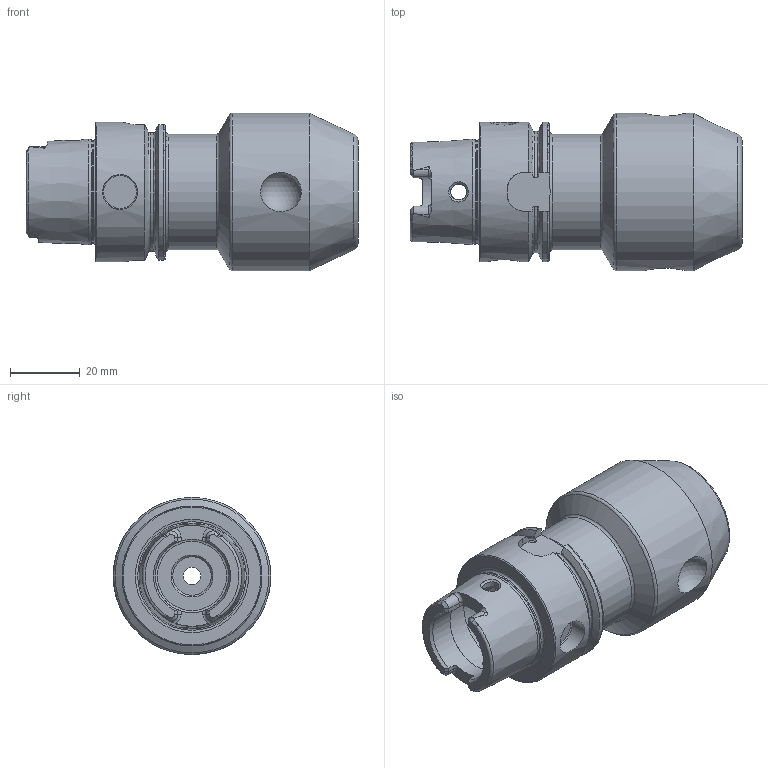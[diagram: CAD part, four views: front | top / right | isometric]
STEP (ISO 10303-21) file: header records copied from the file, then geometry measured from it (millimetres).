
FILE_DESCRIPTION (( 'STEP AP214' ), '1' );
FILE_NAME ('HA4.W14.K01.075.STEP', '2019-12-05T10:59:09', ( '' ), ( '' ), 'SwSTEP 2.0', 'SolidWorks 2017', '' );
FILE_SCHEMA (( 'AUTOMOTIVE_DESIGN' ));
Length unit declared in the file: millimetre
Products named in the file (1): HA4.W14.K01.075
Bounding box: 94.9 x 45 x 45 mm (x, y, z)
Volume: 84097.4 mm3; surface area: 19587.5 mm2
Topology: 1 solids, 1 shells, 140 faces, 356 edges, 224 vertices
Faces by surface type: plane 49, cylinder 38, torus 29, cone 20, bspline 3, sphere 1
Full cylindrical faces by diameter (mm): 4.6 x2, 5 x1, 8 x2, 10 x1, 10.25 x1, 11 x1, 12.5 x1, 14 x1, 14.6 x1, 21 x2, 25.5 x1, 29.707 x1, 33 x1, 40 x1, 45 x1
Entity records: 6692 total; most frequent: CARTESIAN_POINT 2610, ORIENTED_EDGE 608, DIRECTION 599, EDGE_CURVE 304, AXIS2_PLACEMENT_3D 252, VERTEX_POINT 215, EDGE_LOOP 197, FACE_OUTER_BOUND 175
